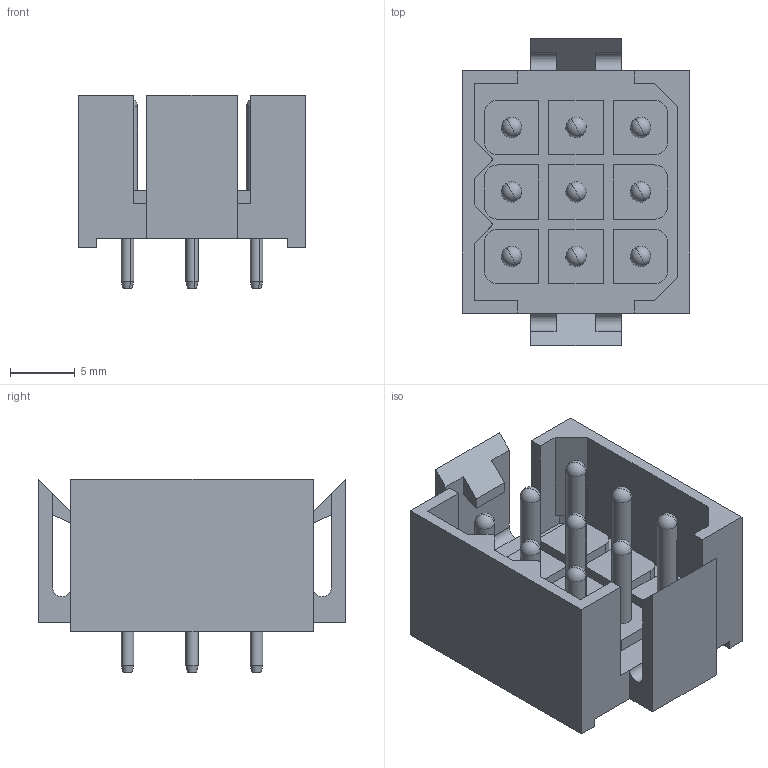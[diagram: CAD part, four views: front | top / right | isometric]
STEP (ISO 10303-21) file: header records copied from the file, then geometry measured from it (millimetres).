
FILE_DESCRIPTION(('CATIA V5 STEP Exchange','CAx-IF Rec.Pracs.--- Model Styling and Organization---1.2---2011-12-15'),'2;1');
FILE_NAME ('D1452024_0_1442400000_1442400000.stp','2018-09-20T17:52:00+00:00',('none'),('Weidmueller'),'CATIA Version 5-6 Release 2014','CATIA V5 STEP AP214','none');
FILE_SCHEMA(('AUTOMOTIVE_DESIGN { 1 0 10303 214 1 1 1 1 }'));
Length unit declared in the file: millimetre
Products named in the file (1): 1442400000
Bounding box: 17.6 x 23.8 x 15 mm (x, y, z)
Volume: 1910.5 mm3; surface area: 2979.3 mm2
Topology: 10 solids, 10 shells, 223 faces, 542 edges, 339 vertices
Faces by surface type: plane 117, cylinder 70, sphere 18, cone 18
Entity records: 5752 total; most frequent: ORIENTED_EDGE 1048, CARTESIAN_POINT 984, DIRECTION 764, EDGE_CURVE 524, VECTOR 348, LINE 348, VERTEX_POINT 339, AXIS2_PLACEMENT_3D 297
